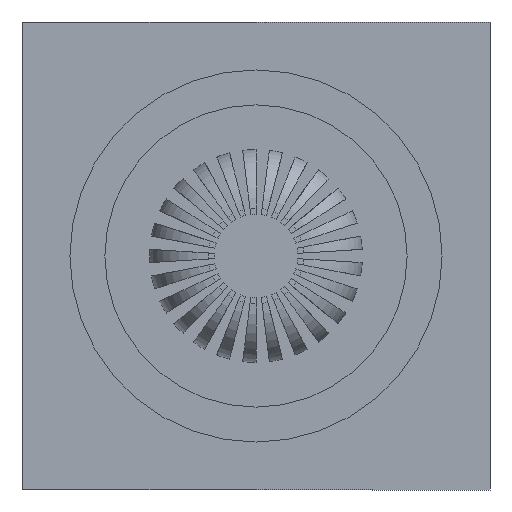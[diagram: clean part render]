
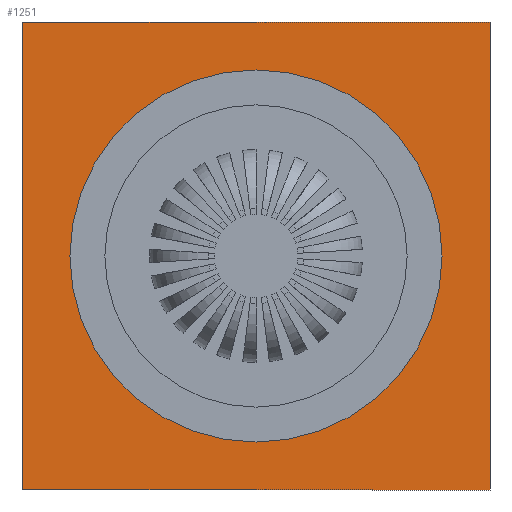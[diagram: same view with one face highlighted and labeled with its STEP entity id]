
A CAD part, front view. The second image highlights one B-rep face of the part: STEP entity #1251.
In plain terms, the highlighted planar face has unit normal (0, -1, 0).
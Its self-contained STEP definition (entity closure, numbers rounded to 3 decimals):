
#94 = AXIS2_PLACEMENT_3D ( 'NONE', #171, #3174, #614 ) ;
#171 = CARTESIAN_POINT ( 'NONE',  ( 0., 0., 0. ) ) ;
#487 = EDGE_LOOP ( 'NONE', ( #4418, #1766 ) ) ;
#614 = DIRECTION ( 'NONE',  ( 0., 0., 1. ) ) ;
#616 = LINE ( 'NONE', #4599, #3903 ) ;
#728 = DIRECTION ( 'NONE',  ( -1., 0., 0. ) ) ;
#926 = DIRECTION ( 'NONE',  ( 1., 0., 0. ) ) ;
#983 = VERTEX_POINT ( 'NONE', #2141 ) ;
#1116 = CIRCLE ( 'NONE', #5004, 31.807 ) ;
#1170 = CARTESIAN_POINT ( 'NONE',  ( -40., 0., -40. ) ) ;
#1251 = ADVANCED_FACE ( 'NONE', ( #2568, #3709 ), #2316, .F. ) ;
#1496 = ORIENTED_EDGE ( 'NONE', *, *, #2368, .F. ) ;
#1517 = DIRECTION ( 'NONE',  ( 0., -1., 0. ) ) ;
#1589 = CARTESIAN_POINT ( 'NONE',  ( 0., 0., 0. ) ) ;
#1699 = LINE ( 'NONE', #4939, #3712 ) ;
#1766 = ORIENTED_EDGE ( 'NONE', *, *, #5372, .F. ) ;
#1855 = EDGE_CURVE ( 'NONE', #2788, #2596, #1699, .T. ) ;
#2019 = DIRECTION ( 'NONE',  ( 0., 0., 1. ) ) ;
#2141 = CARTESIAN_POINT ( 'NONE',  ( 0., 0., 31.807 ) ) ;
#2198 = CARTESIAN_POINT ( 'NONE',  ( 40., 0., 40. ) ) ;
#2316 = PLANE ( 'NONE',  #94 ) ;
#2344 = VERTEX_POINT ( 'NONE', #5032 ) ;
#2368 = EDGE_CURVE ( 'NONE', #2596, #3805, #616, .T. ) ;
#2419 = EDGE_CURVE ( 'NONE', #3805, #2344, #2776, .T. ) ;
#2548 = ORIENTED_EDGE ( 'NONE', *, *, #1855, .F. ) ;
#2568 = FACE_OUTER_BOUND ( 'NONE', #5149, .T. ) ;
#2596 = VERTEX_POINT ( 'NONE', #3070 ) ;
#2674 = ORIENTED_EDGE ( 'NONE', *, *, #4306, .F. ) ;
#2698 = VECTOR ( 'NONE', #926, 1000. ) ;
#2776 = LINE ( 'NONE', #3351, #4778 ) ;
#2788 = VERTEX_POINT ( 'NONE', #4106 ) ;
#2923 = DIRECTION ( 'NONE',  ( 0., 0., 1. ) ) ;
#3070 = CARTESIAN_POINT ( 'NONE',  ( 40., 0., -40. ) ) ;
#3174 = DIRECTION ( 'NONE',  ( 0., 1., 0. ) ) ;
#3211 = CIRCLE ( 'NONE', #5101, 31.807 ) ;
#3231 = LINE ( 'NONE', #2198, #2698 ) ;
#3351 = CARTESIAN_POINT ( 'NONE',  ( -40., 0., 40. ) ) ;
#3609 = CARTESIAN_POINT ( 'NONE',  ( 0., 0., -31.807 ) ) ;
#3619 = EDGE_CURVE ( 'NONE', #983, #4451, #3211, .T. ) ;
#3678 = ORIENTED_EDGE ( 'NONE', *, *, #2419, .F. ) ;
#3709 = FACE_BOUND ( 'NONE', #487, .T. ) ;
#3712 = VECTOR ( 'NONE', #5370, 1000. ) ;
#3805 = VERTEX_POINT ( 'NONE', #1170 ) ;
#3903 = VECTOR ( 'NONE', #728, 1000. ) ;
#4102 = CARTESIAN_POINT ( 'NONE',  ( 0., 0., 0. ) ) ;
#4106 = CARTESIAN_POINT ( 'NONE',  ( 40., 0., 40. ) ) ;
#4306 = EDGE_CURVE ( 'NONE', #2344, #2788, #3231, .T. ) ;
#4418 = ORIENTED_EDGE ( 'NONE', *, *, #3619, .F. ) ;
#4451 = VERTEX_POINT ( 'NONE', #3609 ) ;
#4518 = DIRECTION ( 'NONE',  ( 0., 0., 1. ) ) ;
#4578 = DIRECTION ( 'NONE',  ( 0., -1., 0. ) ) ;
#4599 = CARTESIAN_POINT ( 'NONE',  ( 40., 0., -40. ) ) ;
#4778 = VECTOR ( 'NONE', #2923, 1000. ) ;
#4939 = CARTESIAN_POINT ( 'NONE',  ( 40., 0., 40. ) ) ;
#5004 = AXIS2_PLACEMENT_3D ( 'NONE', #1589, #4578, #2019 ) ;
#5032 = CARTESIAN_POINT ( 'NONE',  ( -40., 0., 40. ) ) ;
#5101 = AXIS2_PLACEMENT_3D ( 'NONE', #4102, #1517, #4518 ) ;
#5149 = EDGE_LOOP ( 'NONE', ( #3678, #1496, #2548, #2674 ) ) ;
#5370 = DIRECTION ( 'NONE',  ( 0., 0., -1. ) ) ;
#5372 = EDGE_CURVE ( 'NONE', #4451, #983, #1116, .T. ) ;
